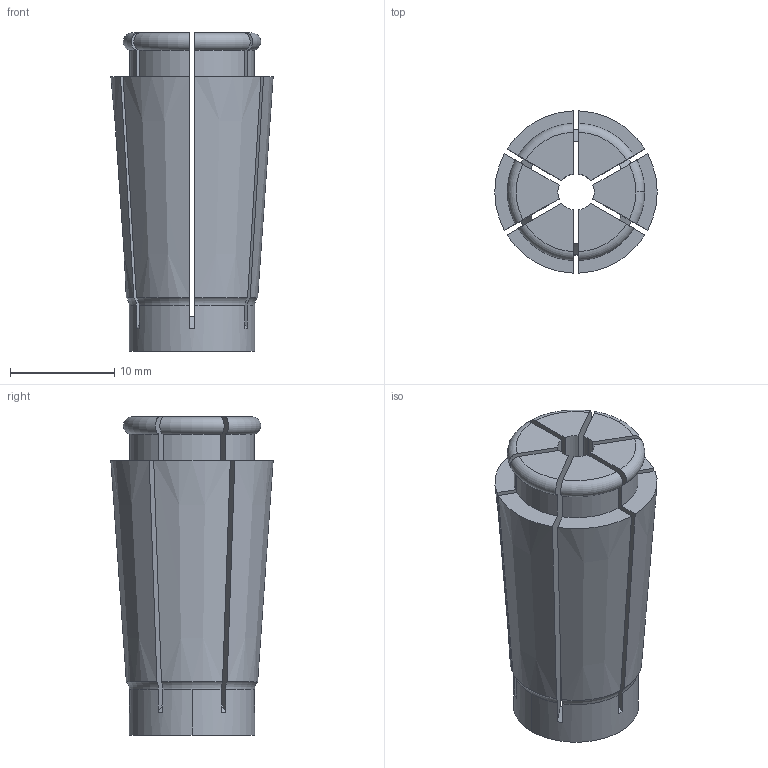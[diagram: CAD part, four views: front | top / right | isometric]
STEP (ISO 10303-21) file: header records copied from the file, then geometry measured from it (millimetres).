
FILE_DESCRIPTION (( 'STEP AP203' ), '1' );
FILE_NAME ('STP-251.790.10-03.5.STEP', '2020-06-05T09:31:20', ( '' ), ( '' ), 'SwSTEP 2.0', 'SolidWorks 2017', '' );
FILE_SCHEMA (( 'CONFIG_CONTROL_DESIGN' ));
Length unit declared in the file: millimetre
Products named in the file (1): STP-251.790.10-03.5
Bounding box: 15.56 x 15.55 x 30.5 mm (x, y, z)
Volume: 3163.6 mm3; surface area: 3379.8 mm2
Topology: 1 solids, 1 shells, 89 faces, 261 edges, 173 vertices
Faces by surface type: plane 37, cylinder 31, torus 14, cone 7
Entity records: 3293 total; most frequent: CARTESIAN_POINT 844, ORIENTED_EDGE 522, DIRECTION 490, EDGE_CURVE 261, AXIS2_PLACEMENT_3D 187, VERTEX_POINT 173, LINE 116, VECTOR 116
